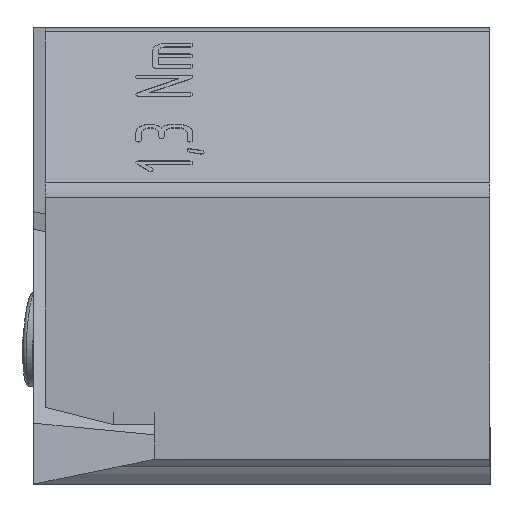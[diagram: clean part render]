
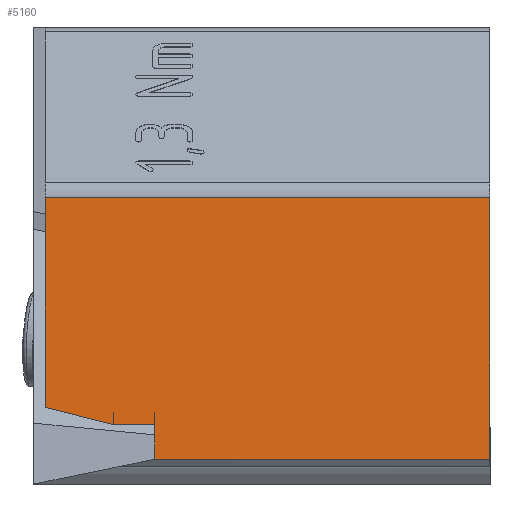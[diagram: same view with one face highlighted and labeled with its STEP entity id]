
A CAD part, left-side view. The second image highlights one B-rep face of the part: STEP entity #5160.
In plain terms, the highlighted planar face has unit normal (-1, 0, 0.018).
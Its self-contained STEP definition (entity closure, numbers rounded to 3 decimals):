
#25 = CARTESIAN_POINT ( 'NONE',  ( 0.016, -2.099, 1.566 ) ) ;
#126 = DIRECTION ( 'NONE',  ( 0., -1., 0. ) ) ;
#177 = VECTOR ( 'NONE', #957, 1000. ) ;
#376 = VECTOR ( 'NONE', #4339, 1000. ) ;
#377 = ORIENTED_EDGE ( 'NONE', *, *, #2181, .F. ) ;
#381 = ORIENTED_EDGE ( 'NONE', *, *, #5224, .F. ) ;
#408 = CARTESIAN_POINT ( 'NONE',  ( -0.012, -12., -0.011 ) ) ;
#646 = ORIENTED_EDGE ( 'NONE', *, *, #4370, .F. ) ;
#836 = CARTESIAN_POINT ( 'NONE',  ( 0., -12., 0.652 ) ) ;
#866 = VERTEX_POINT ( 'NONE', #836 ) ;
#908 = CARTESIAN_POINT ( 'NONE',  ( 0.024, -0.3, 2.016 ) ) ;
#957 = DIRECTION ( 'NONE',  ( 0., -1., 0. ) ) ;
#1197 = ORIENTED_EDGE ( 'NONE', *, *, #4932, .T. ) ;
#1229 = EDGE_CURVE ( 'Defeature ausgef�hrt1_7+Defeature ausgef�hrt1_18+Defeature ausgef�hrt1_103+Defeature ausgef�hrt1_20', #1418, #3896, #2431, .T. ) ;
#1310 = CARTESIAN_POINT ( 'NONE',  ( 0.016, -3.18, 1.566 ) ) ;
#1374 = CARTESIAN_POINT ( 'NONE',  ( 0.12, -0.3, 7.539 ) ) ;
#1418 = VERTEX_POINT ( 'NONE', #25 ) ;
#1500 = DIRECTION ( 'NONE',  ( -0.017, 0., -1. ) ) ;
#1720 = CARTESIAN_POINT ( 'NONE',  ( 0.108, -3.18, 6.822 ) ) ;
#1787 = DIRECTION ( 'NONE',  ( 1., 0., -0.017 ) ) ;
#1821 = DIRECTION ( 'NONE',  ( 0.017, 0., 1. ) ) ;
#1877 = VERTEX_POINT ( 'NONE', #1374 ) ;
#1924 = CARTESIAN_POINT ( 'NONE',  ( 0.124, 129.411, 7.777 ) ) ;
#1933 = VECTOR ( 'NONE', #126, 1000. ) ;
#1945 = PLANE ( 'NONE',  #5228 ) ;
#2022 = LINE ( 'NONE', #2380, #4158 ) ;
#2135 = VERTEX_POINT ( 'NONE', #5315 ) ;
#2164 = CARTESIAN_POINT ( 'NONE',  ( 0.011, -3.18, 1.296 ) ) ;
#2181 = EDGE_CURVE ( 'Defeature ausgef�hrt1_20+Defeature ausgef�hrt1_7+Defeature ausgef�hrt1_103+Defeature ausgef�hrt1_18', #5451, #3896, #4858, .T. ) ;
#2359 = EDGE_CURVE ( 'Defeature ausgef�hrt1_7+Defeature ausgef�hrt1_103+Defeature ausgef�hrt1_25+Defeature ausgef�hrt1_18', #2847, #1418, #2748, .T. ) ;
#2380 = CARTESIAN_POINT ( 'NONE',  ( 0.124, -0.3, 7.777 ) ) ;
#2431 = LINE ( 'NONE', #1310, #177 ) ;
#2558 = ORIENTED_EDGE ( 'NONE', *, *, #2880, .T. ) ;
#2615 = FACE_OUTER_BOUND ( 'NONE', #3516, .T. ) ;
#2716 = CARTESIAN_POINT ( 'NONE',  ( 0.108, -3.18, 6.822 ) ) ;
#2748 = LINE ( 'NONE', #3894, #376 ) ;
#2832 = CARTESIAN_POINT ( 'NONE',  ( 0., 129.411, 0.652 ) ) ;
#2847 = VERTEX_POINT ( 'NONE', #908 ) ;
#2880 = EDGE_CURVE ( 'Defeature ausgef�hrt1_7+Defeature ausgef�hrt1_25+Defeature ausgef�hrt1_11+Defeature ausgef�hrt1_103', #1877, #2847, #2022, .T. ) ;
#2974 = DIRECTION ( 'NONE',  ( 0.017, 0., 1. ) ) ;
#3139 = DIRECTION ( 'NONE',  ( 0.017, 0., 1. ) ) ;
#3224 = ORIENTED_EDGE ( 'NONE', *, *, #2359, .T. ) ;
#3268 = DIRECTION ( 'NONE',  ( 0., -1., 0. ) ) ;
#3448 = VECTOR ( 'NONE', #2974, 1000. ) ;
#3516 = EDGE_LOOP ( 'NONE', ( #2558, #3224, #4732, #377, #5259, #1197, #646, #381 ) ) ;
#3646 = VECTOR ( 'NONE', #1500, 1000. ) ;
#3781 = LINE ( 'NONE', #408, #3646 ) ;
#3843 = VECTOR ( 'NONE', #3139, 1000. ) ;
#3884 = VERTEX_POINT ( 'NONE', #4133 ) ;
#3894 = CARTESIAN_POINT ( 'NONE',  ( 0.03, 1.11, 2.368 ) ) ;
#3896 = VERTEX_POINT ( 'NONE', #5339 ) ;
#3985 = EDGE_CURVE ( 'Defeature ausgef�hrt1_106+Defeature ausgef�hrt1_7+Defeature ausgef�hrt1_105+Defeature ausgef�hrt1_103', #3884, #5451, #4523, .T. ) ;
#4133 = CARTESIAN_POINT ( 'NONE',  ( 0., -3.18, 0.652 ) ) ;
#4158 = VECTOR ( 'NONE', #4419, 1000. ) ;
#4321 = LINE ( 'NONE', #2832, #1933 ) ;
#4339 = DIRECTION ( 'NONE',  ( -0.004, -0.97, -0.243 ) ) ;
#4370 = EDGE_CURVE ( 'Defeature ausgef�hrt1_15+Defeature ausgef�hrt1_7+Defeature ausgef�hrt1_11+Defeature ausgef�hrt1_23', #2135, #866, #3781, .T. ) ;
#4419 = DIRECTION ( 'NONE',  ( -0.017, 0., -1. ) ) ;
#4523 = LINE ( 'NONE', #2716, #3448 ) ;
#4553 = VECTOR ( 'NONE', #3268, 1000. ) ;
#4732 = ORIENTED_EDGE ( 'NONE', *, *, #1229, .T. ) ;
#4786 = LINE ( 'NONE', #5127, #4553 ) ;
#4858 = LINE ( 'NONE', #1720, #3843 ) ;
#4932 = EDGE_CURVE ( 'Defeature ausgef�hrt1_7+Defeature ausgef�hrt1_23+Defeature ausgef�hrt1_106+Defeature ausgef�hrt1_15', #3884, #866, #4321, .T. ) ;
#5127 = CARTESIAN_POINT ( 'NONE',  ( 0.12, 129.411, 7.539 ) ) ;
#5160 = ADVANCED_FACE ( 'Defeature ausgef�hrt1_7', ( #2615 ), #1945, .F. ) ;
#5224 = EDGE_CURVE ( 'Defeature ausgef�hrt1_11+Defeature ausgef�hrt1_7+Defeature ausgef�hrt1_25+Defeature ausgef�hrt1_15', #1877, #2135, #4786, .T. ) ;
#5228 = AXIS2_PLACEMENT_3D ( 'NONE', #1924, #1787, #1821 ) ;
#5259 = ORIENTED_EDGE ( 'NONE', *, *, #3985, .F. ) ;
#5315 = CARTESIAN_POINT ( 'NONE',  ( 0.12, -12., 7.539 ) ) ;
#5339 = CARTESIAN_POINT ( 'NONE',  ( 0.016, -3.18, 1.566 ) ) ;
#5451 = VERTEX_POINT ( 'NONE', #2164 ) ;
